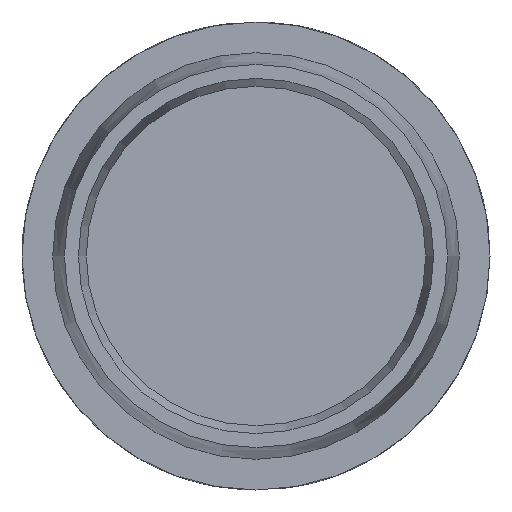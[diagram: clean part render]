
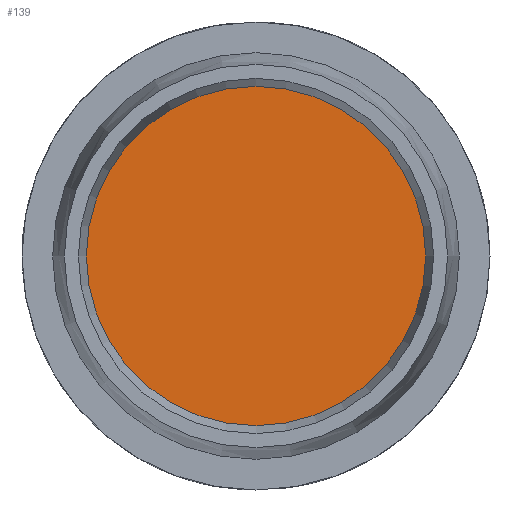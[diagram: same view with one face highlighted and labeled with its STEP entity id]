
A CAD part, front view. The second image highlights one B-rep face of the part: STEP entity #139.
In plain terms, the highlighted planar face has unit normal (0, -1, 0).
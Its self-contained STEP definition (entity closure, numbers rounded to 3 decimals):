
#109=CIRCLE('',#605,2.9);
#139=ADVANCED_FACE('',(#185),#178,.F.);
#178=PLANE('',#607);
#185=FACE_OUTER_BOUND('',#224,.T.);
#224=EDGE_LOOP('',(#296));
#296=ORIENTED_EDGE('',*,*,#505,.T.);
#455=VERTEX_POINT('',#793);
#505=EDGE_CURVE('',#455,#455,#109,.T.);
#605=AXIS2_PLACEMENT_3D('',#792,#664,#665);
#607=AXIS2_PLACEMENT_3D('',#795,#668,#669);
#664=DIRECTION('',(0.,-1.,0.));
#665=DIRECTION('',(1.,0.,0.));
#668=DIRECTION('',(0.,1.,0.));
#669=DIRECTION('',(1.,0.,0.));
#792=CARTESIAN_POINT('',(50.,55.2,0.));
#793=CARTESIAN_POINT('',(52.9,55.2,0.));
#795=CARTESIAN_POINT('',(52.9,55.2,0.));
